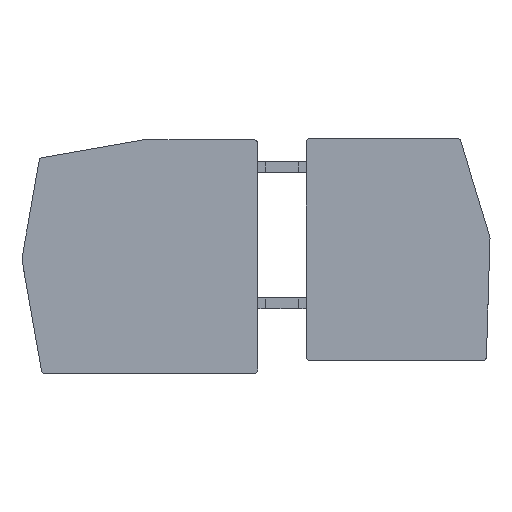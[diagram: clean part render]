
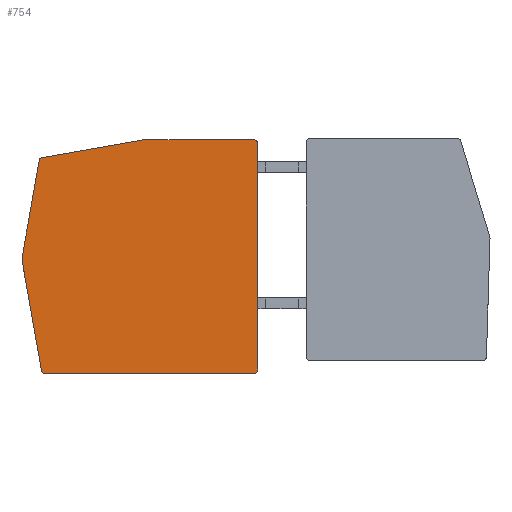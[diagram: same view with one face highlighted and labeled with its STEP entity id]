
A CAD part, top view. The second image highlights one B-rep face of the part: STEP entity #754.
In plain terms, the highlighted planar face has unit normal (0, 0, 1).
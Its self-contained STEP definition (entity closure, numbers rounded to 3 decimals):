
#78=CARTESIAN_POINT('',(-19.253,-1.7,1.5));
#79=DIRECTION('',(0.,0.,1.));
#80=DIRECTION('',(0.,1.,0.));
#81=AXIS2_PLACEMENT_3D('',#78,#79,#80);
#83=DIRECTION('',(-1.,0.,0.));
#84=VECTOR('',#83,15.353);
#85=CARTESIAN_POINT('',(-3.9,-0.2,1.5));
#86=LINE('',#85,#84);
#87=CARTESIAN_POINT('',(-3.9,-0.7,1.5));
#88=DIRECTION('',(0.,0.,1.));
#89=DIRECTION('',(1.,0.,0.));
#90=AXIS2_PLACEMENT_3D('',#87,#88,#89);
#92=DIRECTION('',(0.,1.,0.));
#93=VECTOR('',#92,31.6);
#94=CARTESIAN_POINT('',(-3.4,-32.3,1.5));
#95=LINE('',#94,#93);
#96=CARTESIAN_POINT('',(-3.9,-32.3,1.5));
#97=DIRECTION('',(0.,0.,1.));
#98=DIRECTION('',(0.,-1.,0.));
#99=AXIS2_PLACEMENT_3D('',#96,#97,#98);
#101=DIRECTION('',(1.,0.,0.));
#102=VECTOR('',#101,29.152);
#103=CARTESIAN_POINT('',(-33.052,-32.8,1.5));
#104=LINE('',#103,#102);
#105=CARTESIAN_POINT('',(-33.052,-32.3,1.5));
#106=DIRECTION('',(0.,0.,1.));
#107=DIRECTION('',(-0.985,-0.174,0.));
#108=AXIS2_PLACEMENT_3D('',#105,#106,#107);
#110=DIRECTION('',(0.174,-0.985,0.));
#111=VECTOR('',#110,15.537);
#112=CARTESIAN_POINT('',(-36.242,-17.086,1.5));
#113=LINE('',#112,#111);
#114=CARTESIAN_POINT('',(-34.765,-16.826,1.5));
#115=DIRECTION('',(0.,0.,1.));
#116=DIRECTION('',(-0.985,0.174,0.));
#117=AXIS2_PLACEMENT_3D('',#114,#115,#116);
#119=DIRECTION('',(-0.174,-0.985,0.));
#120=VECTOR('',#119,13.685);
#121=CARTESIAN_POINT('',(-33.866,-3.088,1.5));
#122=LINE('',#121,#120);
#123=CARTESIAN_POINT('',(-33.373,-3.174,1.5));
#124=DIRECTION('',(0.,0.,1.));
#125=DIRECTION('',(-0.174,0.985,0.));
#126=AXIS2_PLACEMENT_3D('',#123,#124,#125);
#128=DIRECTION('',(-0.985,-0.174,0.));
#129=VECTOR('',#128,14.162);
#130=CARTESIAN_POINT('',(-19.513,-0.223,1.5));
#131=LINE('',#130,#129);
#543=CARTESIAN_POINT('',(-19.253,-0.2,1.5));
#544=CARTESIAN_POINT('',(-19.513,-0.223,1.5));
#545=VERTEX_POINT('',#543);
#546=VERTEX_POINT('',#544);
#547=CARTESIAN_POINT('',(-33.46,-2.682,1.5));
#548=VERTEX_POINT('',#547);
#549=CARTESIAN_POINT('',(-33.866,-3.088,1.5));
#550=VERTEX_POINT('',#549);
#551=CARTESIAN_POINT('',(-36.242,-16.565,1.5));
#552=VERTEX_POINT('',#551);
#553=CARTESIAN_POINT('',(-36.242,-17.086,1.5));
#554=VERTEX_POINT('',#553);
#555=CARTESIAN_POINT('',(-33.544,-32.387,1.5));
#556=VERTEX_POINT('',#555);
#557=CARTESIAN_POINT('',(-33.052,-32.8,1.5));
#558=VERTEX_POINT('',#557);
#559=CARTESIAN_POINT('',(-3.9,-32.8,1.5));
#560=VERTEX_POINT('',#559);
#561=CARTESIAN_POINT('',(-3.4,-32.3,1.5));
#562=VERTEX_POINT('',#561);
#563=CARTESIAN_POINT('',(-3.4,-0.7,1.5));
#564=VERTEX_POINT('',#563);
#565=CARTESIAN_POINT('',(-3.9,-0.2,1.5));
#566=VERTEX_POINT('',#565);
#725=CARTESIAN_POINT('',(-3.4,0.,1.5));
#726=DIRECTION('',(0.,0.,1.));
#727=DIRECTION('',(1.,0.,0.));
#728=AXIS2_PLACEMENT_3D('',#725,#726,#727);
#729=PLANE('',#728);
#731=ORIENTED_EDGE('',*,*,#730,.F.);
#733=ORIENTED_EDGE('',*,*,#732,.F.);
#734=ORIENTED_EDGE('',*,*,#688,.F.);
#735=ORIENTED_EDGE('',*,*,#658,.F.);
#737=ORIENTED_EDGE('',*,*,#736,.F.);
#739=ORIENTED_EDGE('',*,*,#738,.F.);
#741=ORIENTED_EDGE('',*,*,#740,.F.);
#743=ORIENTED_EDGE('',*,*,#742,.F.);
#745=ORIENTED_EDGE('',*,*,#744,.F.);
#747=ORIENTED_EDGE('',*,*,#746,.F.);
#749=ORIENTED_EDGE('',*,*,#748,.F.);
#751=ORIENTED_EDGE('',*,*,#750,.F.);
#752=EDGE_LOOP('',(#731,#733,#734,#735,#737,#739,#741,#743,#745,#747,#749,
#751));
#753=FACE_OUTER_BOUND('',#752,.F.);
#754=ADVANCED_FACE('',(#753),#729,.T.);
#82=CIRCLE('',#81,1.5);
#91=CIRCLE('',#90,0.5);
#100=CIRCLE('',#99,0.5);
#109=CIRCLE('',#108,0.5);
#118=CIRCLE('',#117,1.5);
#127=CIRCLE('',#126,0.5);
#658=EDGE_CURVE('',#562,#564,#95,.T.);
#688=EDGE_CURVE('',#564,#566,#91,.T.);
#730=EDGE_CURVE('',#545,#546,#82,.T.);
#732=EDGE_CURVE('',#566,#545,#86,.T.);
#736=EDGE_CURVE('',#560,#562,#100,.T.);
#738=EDGE_CURVE('',#558,#560,#104,.T.);
#740=EDGE_CURVE('',#556,#558,#109,.T.);
#742=EDGE_CURVE('',#554,#556,#113,.T.);
#744=EDGE_CURVE('',#552,#554,#118,.T.);
#746=EDGE_CURVE('',#550,#552,#122,.T.);
#748=EDGE_CURVE('',#548,#550,#127,.T.);
#750=EDGE_CURVE('',#546,#548,#131,.T.);
